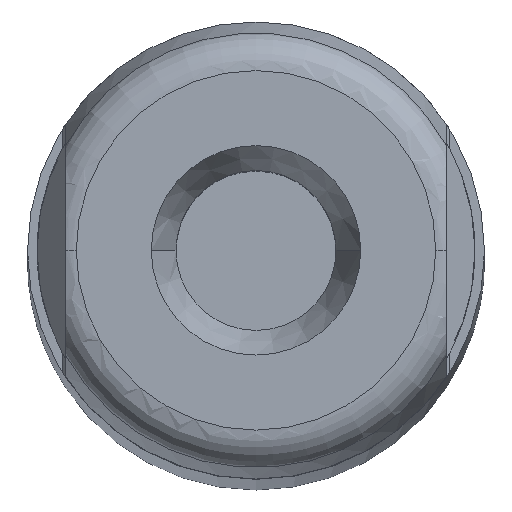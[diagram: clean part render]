
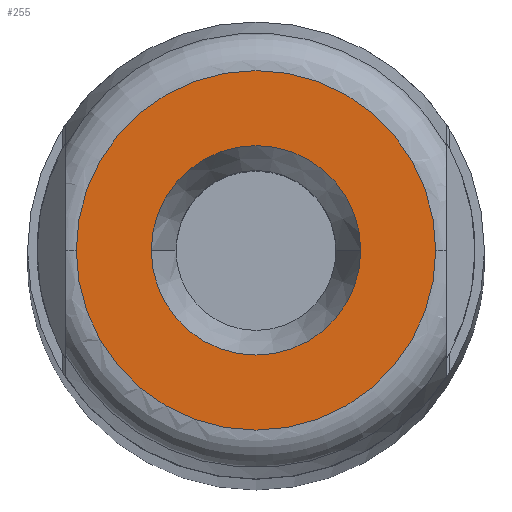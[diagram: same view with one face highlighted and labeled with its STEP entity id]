
A CAD part, top view. The second image highlights one B-rep face of the part: STEP entity #255.
In plain terms, the highlighted planar face has unit normal (0, 0, 1).
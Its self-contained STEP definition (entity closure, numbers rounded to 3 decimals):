
#4 = EDGE_CURVE ( 'NONE', #1061, #393, #311, .T. ) ;
#57 = EDGE_CURVE ( 'NONE', #393, #1061, #613, .T. ) ;
#67 = ORIENTED_EDGE ( 'NONE', *, *, #221, .F. ) ;
#144 = ORIENTED_EDGE ( 'NONE', *, *, #1237, .F. ) ;
#221 = EDGE_CURVE ( 'NONE', #1062, #1252, #1092, .T. ) ;
#255 = ADVANCED_FACE ( 'NONE', ( #509, #510 ), #511, .F. ) ;
#274 = ORIENTED_EDGE ( 'NONE', *, *, #57, .T. ) ;
#275 = ORIENTED_EDGE ( 'NONE', *, *, #4, .T. ) ;
#311 = CIRCLE ( 'NONE', #312, 4.72 ) ;
#312 = AXIS2_PLACEMENT_3D ( 'NONE', #313, #314, #315 ) ;
#313 = CARTESIAN_POINT ( 'NONE',  ( 0., 0., 0. ) ) ;
#314 = DIRECTION ( 'NONE',  ( 0., 0., 1. ) ) ;
#315 = DIRECTION ( 'NONE',  ( 1., 0., 0. ) ) ;
#393 = VERTEX_POINT ( 'NONE', #828 ) ;
#445 = EDGE_LOOP ( 'NONE', ( #275, #274 ) ) ;
#509 = FACE_BOUND ( 'NONE', #1215, .T. ) ;
#510 = FACE_OUTER_BOUND ( 'NONE', #445, .T. ) ;
#511 = PLANE ( 'NONE',  #512 ) ;
#512 = AXIS2_PLACEMENT_3D ( 'NONE', #513, #514, #518 ) ;
#513 = CARTESIAN_POINT ( 'NONE',  ( 0., 0., 0. ) ) ;
#514 = DIRECTION ( 'NONE',  ( 0., 0., -1. ) ) ;
#518 = DIRECTION ( 'NONE',  ( -1., 0., 0. ) ) ;
#613 = CIRCLE ( 'NONE', #614, 4.72 ) ;
#614 = AXIS2_PLACEMENT_3D ( 'NONE', #615, #616, #617 ) ;
#615 = CARTESIAN_POINT ( 'NONE',  ( 0., 0., 0. ) ) ;
#616 = DIRECTION ( 'NONE',  ( 0., 0., 1. ) ) ;
#617 = DIRECTION ( 'NONE',  ( 1., 0., 0. ) ) ;
#828 = CARTESIAN_POINT ( 'NONE',  ( -4.72, 0., 0. ) ) ;
#908 = CIRCLE ( 'NONE', #910, 2.75 ) ;
#910 = AXIS2_PLACEMENT_3D ( 'NONE', #911, #912, #913 ) ;
#911 = CARTESIAN_POINT ( 'NONE',  ( 0., 0., 0. ) ) ;
#912 = DIRECTION ( 'NONE',  ( 0., 0., 1. ) ) ;
#913 = DIRECTION ( 'NONE',  ( 1., 0., 0. ) ) ;
#982 = CARTESIAN_POINT ( 'NONE',  ( -2.75, 0., 0. ) ) ;
#1061 = VERTEX_POINT ( 'NONE', #1145 ) ;
#1062 = VERTEX_POINT ( 'NONE', #1146 ) ;
#1092 = CIRCLE ( 'NONE', #1093, 2.75 ) ;
#1093 = AXIS2_PLACEMENT_3D ( 'NONE', #1094, #1095, #1096 ) ;
#1094 = CARTESIAN_POINT ( 'NONE',  ( 0., 0., 0. ) ) ;
#1095 = DIRECTION ( 'NONE',  ( 0., 0., 1. ) ) ;
#1096 = DIRECTION ( 'NONE',  ( 1., 0., 0. ) ) ;
#1145 = CARTESIAN_POINT ( 'NONE',  ( 4.72, 0., 0. ) ) ;
#1146 = CARTESIAN_POINT ( 'NONE',  ( 2.75, 0., 0. ) ) ;
#1215 = EDGE_LOOP ( 'NONE', ( #67, #144 ) ) ;
#1237 = EDGE_CURVE ( 'NONE', #1252, #1062, #908, .T. ) ;
#1252 = VERTEX_POINT ( 'NONE', #982 ) ;
